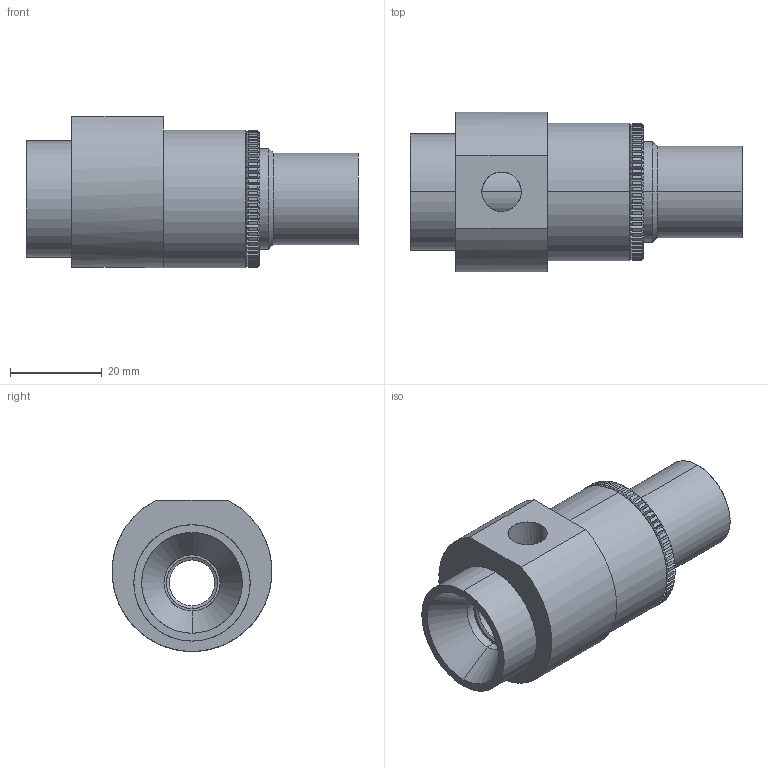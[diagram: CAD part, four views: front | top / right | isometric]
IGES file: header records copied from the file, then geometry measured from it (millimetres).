
Start section: SolidWorks IGES file using analytic representation for surfaces
Global section: file name: AM10A-SS10A-3D.IGS; native system: SolidWorks 2011; preprocessor: SolidWorks 2011; author: AndyW; date: 110901.095703; units: millimetre
Bounding box: 72.5 x 34.85 x 33 mm (x, y, z)
Surface area: 17268.3 mm2 (no closed solid volume)
Topology: 0 solids, 0 shells, 416 faces, 3435 edges, 3435 vertices
Faces by surface type: revolution 255, bspline 161
